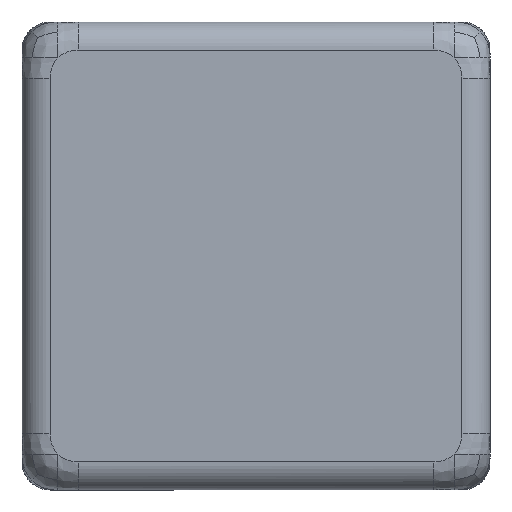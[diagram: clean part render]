
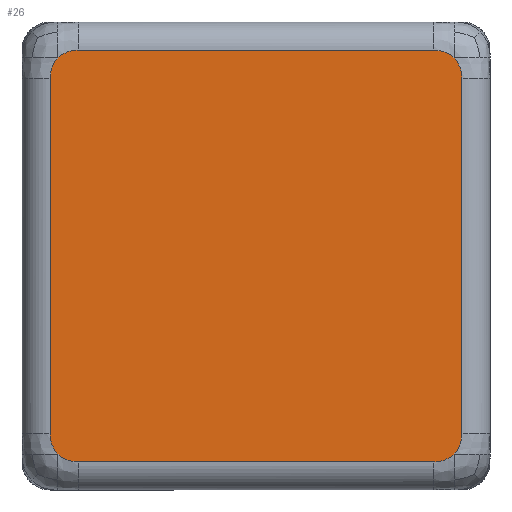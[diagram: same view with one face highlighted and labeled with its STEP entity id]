
A CAD part, left-side view. The second image highlights one B-rep face of the part: STEP entity #26.
In plain terms, the highlighted planar face has unit normal (-1, 0, 0).
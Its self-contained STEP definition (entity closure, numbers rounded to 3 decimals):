
#8 = ORIENTED_EDGE ( 'NONE', *, *, #2472, .T. ) ;
#26 = ADVANCED_FACE ( 'NONE', ( #3090 ), #526, .T. ) ;
#94 = CARTESIAN_POINT ( 'NONE',  ( -0.5, 0.06, 0.22 ) ) ;
#169 = DIRECTION ( 'NONE',  ( 0., 1., 0. ) ) ;
#180 = B_SPLINE_CURVE_WITH_KNOTS ( 'NONE', 3,
 ( #302, #562, #1066, #3681 ),
 .UNSPECIFIED., .F., .F.,
 ( 4, 4 ),
 ( 0., 1. ),
 .UNSPECIFIED. ) ;
#231 = CARTESIAN_POINT ( 'NONE',  ( -0.5, 0.06, -0.22 ) ) ;
#299 = VERTEX_POINT ( 'NONE', #1924 ) ;
#302 = CARTESIAN_POINT ( 'NONE',  ( -0.5, 0.038, 0.212 ) ) ;
#319 = ORIENTED_EDGE ( 'NONE', *, *, #1800, .T. ) ;
#323 = ORIENTED_EDGE ( 'NONE', *, *, #729, .T. ) ;
#324 = VECTOR ( 'NONE', #3590, 1000. ) ;
#341 = CARTESIAN_POINT ( 'NONE',  ( -0.5, 0.462, 0.212 ) ) ;
#422 = VERTEX_POINT ( 'NONE', #4238 ) ;
#462 = CARTESIAN_POINT ( 'NONE',  ( -0.5, 0.03, 0.199 ) ) ;
#521 = CARTESIAN_POINT ( 'NONE',  ( -0.5, 0.449, 0.22 ) ) ;
#526 = PLANE ( 'NONE',  #3735 ) ;
#562 = CARTESIAN_POINT ( 'NONE',  ( -0.5, 0.044, 0.217 ) ) ;
#575 = CARTESIAN_POINT ( 'NONE',  ( -0.5, 0.03, -0.199 ) ) ;
#605 = B_SPLINE_CURVE_WITH_KNOTS ( 'NONE', 3,
 ( #1873, #4101, #4857, #2641 ),
 .UNSPECIFIED., .F., .F.,
 ( 4, 4 ),
 ( 0., 1. ),
 .UNSPECIFIED. ) ;
#613 = CARTESIAN_POINT ( 'NONE',  ( -0.5, 0.044, -0.217 ) ) ;
#729 = EDGE_CURVE ( 'NONE', #2990, #2554, #3223, .T. ) ;
#782 = CARTESIAN_POINT ( 'NONE',  ( -0.5, 0.44, -0.22 ) ) ;
#831 = EDGE_CURVE ( 'NONE', #2554, #422, #3003, .T. ) ;
#837 = VERTEX_POINT ( 'NONE', #1611 ) ;
#846 = CARTESIAN_POINT ( 'NONE',  ( -0.5, 0.03, 0.19 ) ) ;
#874 = CARTESIAN_POINT ( 'NONE',  ( -0.5, 0.06, -0.22 ) ) ;
#910 = LINE ( 'NONE', #4766, #2033 ) ;
#911 = CARTESIAN_POINT ( 'NONE',  ( -0.5, 0.44, 0.22 ) ) ;
#975 = DIRECTION ( 'NONE',  ( 0., 0., 1. ) ) ;
#994 = DIRECTION ( 'NONE',  ( -1., 0., 0. ) ) ;
#1066 = CARTESIAN_POINT ( 'NONE',  ( -0.5, 0.051, 0.22 ) ) ;
#1101 = CARTESIAN_POINT ( 'NONE',  ( -0.5, 0.47, 0.19 ) ) ;
#1154 = B_SPLINE_CURVE_WITH_KNOTS ( 'NONE', 3,
 ( #4637, #4691, #575, #3214 ),
 .UNSPECIFIED., .F., .F.,
 ( 4, 4 ),
 ( 0., 1. ),
 .UNSPECIFIED. ) ;
#1172 = CARTESIAN_POINT ( 'NONE',  ( -0.5, 0.03, 0.19 ) ) ;
#1177 = EDGE_CURVE ( 'NONE', #2268, #1970, #910, .T. ) ;
#1213 = CARTESIAN_POINT ( 'NONE',  ( -0.5, 0.03, 0.25 ) ) ;
#1230 = CARTESIAN_POINT ( 'NONE',  ( -0.5, 0.033, 0.206 ) ) ;
#1293 = CARTESIAN_POINT ( 'NONE',  ( -0.5, 0.456, 0.217 ) ) ;
#1360 = CARTESIAN_POINT ( 'NONE',  ( -0.5, 0., 0. ) ) ;
#1445 = CARTESIAN_POINT ( 'NONE',  ( -0.5, 0.03, -0.19 ) ) ;
#1492 = ORIENTED_EDGE ( 'NONE', *, *, #831, .T. ) ;
#1611 = CARTESIAN_POINT ( 'NONE',  ( -0.5, 0.44, 0.22 ) ) ;
#1800 = EDGE_CURVE ( 'NONE', #299, #3272, #3328, .T. ) ;
#1808 = EDGE_LOOP ( 'NONE', ( #319, #2131, #8, #3484, #4216, #3035, #323, #1492, #4312, #3771, #2808, #3695 ) ) ;
#1873 = CARTESIAN_POINT ( 'NONE',  ( -0.5, 0.47, -0.19 ) ) ;
#1922 = LINE ( 'NONE', #3908, #4801 ) ;
#1924 = CARTESIAN_POINT ( 'NONE',  ( -0.5, 0.47, 0.19 ) ) ;
#1970 = VERTEX_POINT ( 'NONE', #874 ) ;
#2010 = EDGE_CURVE ( 'NONE', #837, #3478, #2328, .T. ) ;
#2033 = VECTOR ( 'NONE', #2542, 1000. ) ;
#2112 = CARTESIAN_POINT ( 'NONE',  ( -0.5, 0.038, -0.212 ) ) ;
#2131 = ORIENTED_EDGE ( 'NONE', *, *, #4810, .T. ) ;
#2268 = VERTEX_POINT ( 'NONE', #4045 ) ;
#2284 = CARTESIAN_POINT ( 'NONE',  ( -0.5, 0.462, -0.212 ) ) ;
#2328 = B_SPLINE_CURVE_WITH_KNOTS ( 'NONE', 3,
 ( #911, #521, #1293, #3900 ),
 .UNSPECIFIED., .F., .F.,
 ( 4, 4 ),
 ( 0., 1. ),
 .UNSPECIFIED. ) ;
#2350 = B_SPLINE_CURVE_WITH_KNOTS ( 'NONE', 3,
 ( #341, #3649, #3349, #1101 ),
 .UNSPECIFIED., .F., .F.,
 ( 4, 4 ),
 ( 0., 1. ),
 .UNSPECIFIED. ) ;
#2472 = EDGE_CURVE ( 'NONE', #3315, #2268, #3203, .T. ) ;
#2542 = DIRECTION ( 'NONE',  ( 0., -1., 0. ) ) ;
#2554 = VERTEX_POINT ( 'NONE', #1172 ) ;
#2611 = EDGE_CURVE ( 'NONE', #4178, #2990, #1154, .T. ) ;
#2641 = CARTESIAN_POINT ( 'NONE',  ( -0.5, 0.462, -0.212 ) ) ;
#2662 = CARTESIAN_POINT ( 'NONE',  ( -0.5, 0.462, 0.212 ) ) ;
#2675 = CARTESIAN_POINT ( 'NONE',  ( -0.5, 0.456, -0.217 ) ) ;
#2807 = CARTESIAN_POINT ( 'NONE',  ( -0.5, 0.462, -0.212 ) ) ;
#2808 = ORIENTED_EDGE ( 'NONE', *, *, #2010, .T. ) ;
#2990 = VERTEX_POINT ( 'NONE', #1445 ) ;
#3003 = B_SPLINE_CURVE_WITH_KNOTS ( 'NONE', 3,
 ( #846, #462, #1230, #3838 ),
 .UNSPECIFIED., .F., .F.,
 ( 4, 4 ),
 ( 0., 1. ),
 .UNSPECIFIED. ) ;
#3035 = ORIENTED_EDGE ( 'NONE', *, *, #2611, .T. ) ;
#3058 = CARTESIAN_POINT ( 'NONE',  ( -0.5, 0.449, -0.22 ) ) ;
#3090 = FACE_OUTER_BOUND ( 'NONE', #1808, .T. ) ;
#3126 = DIRECTION ( 'NONE',  ( 0., 0., 1. ) ) ;
#3203 = B_SPLINE_CURVE_WITH_KNOTS ( 'NONE', 3,
 ( #2284, #2675, #3058, #782 ),
 .UNSPECIFIED., .F., .F.,
 ( 4, 4 ),
 ( 0., 1. ),
 .UNSPECIFIED. ) ;
#3214 = CARTESIAN_POINT ( 'NONE',  ( -0.5, 0.03, -0.19 ) ) ;
#3223 = LINE ( 'NONE', #1213, #4079 ) ;
#3250 = CARTESIAN_POINT ( 'NONE',  ( -0.5, 0.038, -0.212 ) ) ;
#3272 = VERTEX_POINT ( 'NONE', #4253 ) ;
#3315 = VERTEX_POINT ( 'NONE', #2807 ) ;
#3328 = LINE ( 'NONE', #4704, #324 ) ;
#3349 = CARTESIAN_POINT ( 'NONE',  ( -0.5, 0.47, 0.199 ) ) ;
#3358 = EDGE_CURVE ( 'NONE', #422, #3650, #180, .T. ) ;
#3478 = VERTEX_POINT ( 'NONE', #2662 ) ;
#3484 = ORIENTED_EDGE ( 'NONE', *, *, #1177, .T. ) ;
#3590 = DIRECTION ( 'NONE',  ( 0., 0., -1. ) ) ;
#3649 = CARTESIAN_POINT ( 'NONE',  ( -0.5, 0.467, 0.206 ) ) ;
#3650 = VERTEX_POINT ( 'NONE', #94 ) ;
#3681 = CARTESIAN_POINT ( 'NONE',  ( -0.5, 0.06, 0.22 ) ) ;
#3695 = ORIENTED_EDGE ( 'NONE', *, *, #4774, .T. ) ;
#3735 = AXIS2_PLACEMENT_3D ( 'NONE', #1360, #994, #975 ) ;
#3771 = ORIENTED_EDGE ( 'NONE', *, *, #4102, .T. ) ;
#3838 = CARTESIAN_POINT ( 'NONE',  ( -0.5, 0.038, 0.212 ) ) ;
#3900 = CARTESIAN_POINT ( 'NONE',  ( -0.5, 0.462, 0.212 ) ) ;
#3908 = CARTESIAN_POINT ( 'NONE',  ( -0.5, 0.5, 0.22 ) ) ;
#4045 = CARTESIAN_POINT ( 'NONE',  ( -0.5, 0.44, -0.22 ) ) ;
#4079 = VECTOR ( 'NONE', #3126, 1000. ) ;
#4101 = CARTESIAN_POINT ( 'NONE',  ( -0.5, 0.47, -0.199 ) ) ;
#4102 = EDGE_CURVE ( 'NONE', #3650, #837, #1922, .T. ) ;
#4178 = VERTEX_POINT ( 'NONE', #2112 ) ;
#4182 = EDGE_CURVE ( 'NONE', #1970, #4178, #4758, .T. ) ;
#4216 = ORIENTED_EDGE ( 'NONE', *, *, #4182, .T. ) ;
#4238 = CARTESIAN_POINT ( 'NONE',  ( -0.5, 0.038, 0.212 ) ) ;
#4253 = CARTESIAN_POINT ( 'NONE',  ( -0.5, 0.47, -0.19 ) ) ;
#4312 = ORIENTED_EDGE ( 'NONE', *, *, #3358, .T. ) ;
#4637 = CARTESIAN_POINT ( 'NONE',  ( -0.5, 0.038, -0.212 ) ) ;
#4691 = CARTESIAN_POINT ( 'NONE',  ( -0.5, 0.033, -0.206 ) ) ;
#4704 = CARTESIAN_POINT ( 'NONE',  ( -0.5, 0.47, -0.25 ) ) ;
#4725 = CARTESIAN_POINT ( 'NONE',  ( -0.5, 0.051, -0.22 ) ) ;
#4758 = B_SPLINE_CURVE_WITH_KNOTS ( 'NONE', 3,
 ( #231, #4725, #613, #3250 ),
 .UNSPECIFIED., .F., .F.,
 ( 4, 4 ),
 ( 0., 1. ),
 .UNSPECIFIED. ) ;
#4766 = CARTESIAN_POINT ( 'NONE',  ( -0.5, 0., -0.22 ) ) ;
#4774 = EDGE_CURVE ( 'NONE', #3478, #299, #2350, .T. ) ;
#4801 = VECTOR ( 'NONE', #169, 1000. ) ;
#4810 = EDGE_CURVE ( 'NONE', #3272, #3315, #605, .T. ) ;
#4857 = CARTESIAN_POINT ( 'NONE',  ( -0.5, 0.467, -0.206 ) ) ;
